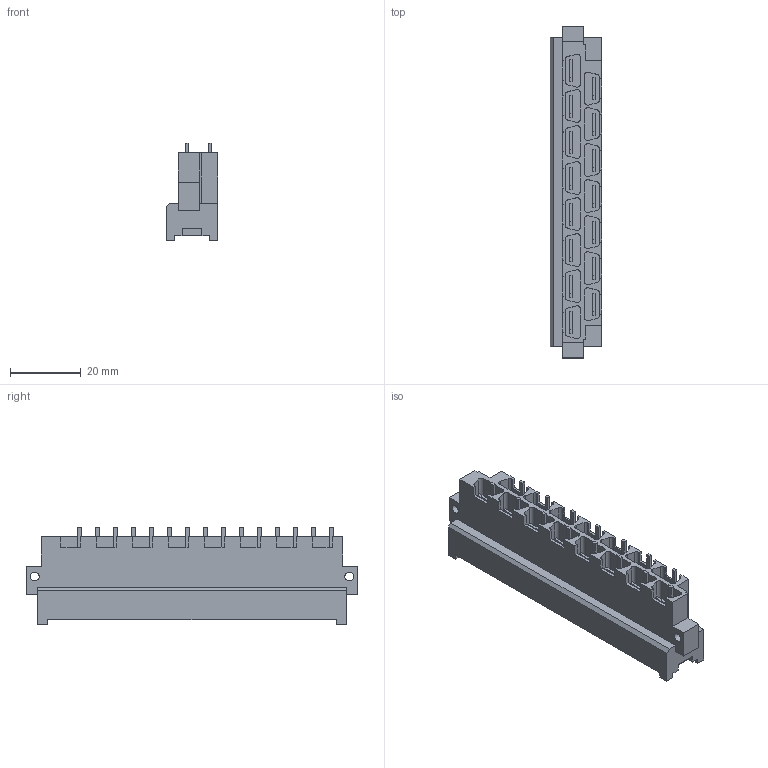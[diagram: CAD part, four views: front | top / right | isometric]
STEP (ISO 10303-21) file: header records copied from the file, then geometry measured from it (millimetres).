
FILE_DESCRIPTION(/* description */ (''),/* implementation_level */ '2;1');
FILE_NAME(/* name */ '100072734ugm000_b.stp',/* time_stamp */ '2016-11-15T11:12:17+01:00',/* author */ (''),/* organization */ (''),/* preprocessor_version */ 'ST-DEVELOPER v16',/* originating_system */ 'SIEMENS PLM Software NX 10.0',/* authorisation */ '');
FILE_SCHEMA (('AUTOMOTIVE_DESIGN { 1 0 10303 214 3 1 1 1 }'));
Length unit declared in the file: millimetre
Products named in the file (1): 100072734ugm000_b
Bounding box: 14.7 x 93.85 x 27.7 mm (x, y, z)
Volume: 11632 mm3; surface area: 16901.6 mm2
Topology: 1 solids, 1 shells, 507 faces, 1425 edges, 950 vertices
Faces by surface type: plane 445, cylinder 62
Full cylindrical faces by diameter (mm): 2.5 x2
Entity records: 17624 total; most frequent: CARTESIAN_POINT 2881, ORIENTED_EDGE 2846, DIRECTION 2563, EDGE_CURVE 1423, LINE 1299, VECTOR 1299, VERTEX_POINT 950, AXIS2_PLACEMENT_3D 632
